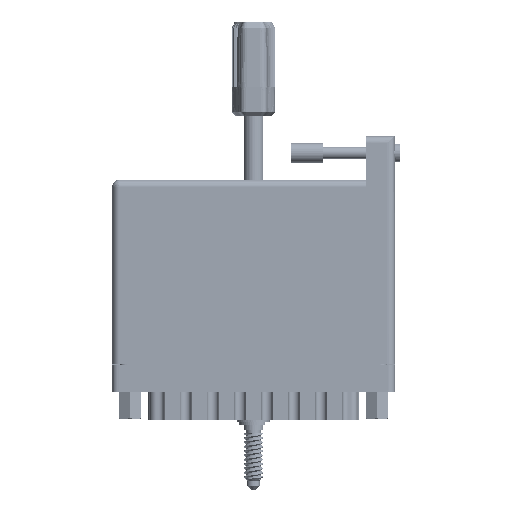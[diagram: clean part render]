
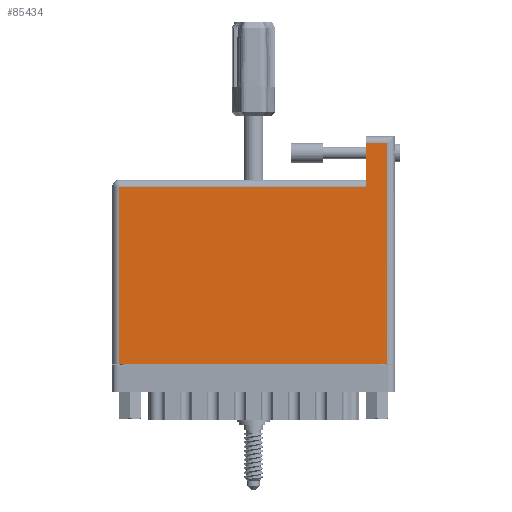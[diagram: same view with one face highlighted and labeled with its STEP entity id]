
A CAD part, front view. The second image highlights one B-rep face of the part: STEP entity #85434.
In plain terms, the highlighted face is planar.
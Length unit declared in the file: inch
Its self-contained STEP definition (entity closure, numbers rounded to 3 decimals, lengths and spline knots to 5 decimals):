
#2135 = DIRECTION ( 'NONE',  ( 0., -1., 0. ) ) ;
#2688 = CARTESIAN_POINT ( 'NONE',  ( 0., 1.705, 0. ) ) ;
#3773 = CARTESIAN_POINT ( 'NONE',  ( 2.648, 0., 0. ) ) ;
#5613 = LINE ( 'NONE', #2688, #60518 ) ;
#9684 = DIRECTION ( 'NONE',  ( -1., 0., 0. ) ) ;
#10916 = VECTOR ( 'NONE', #59861, 39.37008 ) ;
#11011 = ORIENTED_EDGE ( 'NONE', *, *, #40169, .T. ) ;
#12992 = CARTESIAN_POINT ( 'NONE',  ( 0., 0., 0. ) ) ;
#18514 = CARTESIAN_POINT ( 'NONE',  ( 0., 1.775, 0. ) ) ;
#19283 = VECTOR ( 'NONE', #26349, 39.37008 ) ;
#19457 = FACE_OUTER_BOUND ( 'NONE', #50982, .T. ) ;
#21796 = CARTESIAN_POINT ( 'NONE',  ( 0.07, 1.705, 0. ) ) ;
#21987 = LINE ( 'NONE', #12992, #48209 ) ;
#22924 = VERTEX_POINT ( 'NONE', #73015 ) ;
#24476 = LINE ( 'NONE', #85880, #62675 ) ;
#25476 = CARTESIAN_POINT ( 'NONE',  ( 2.438, 1.705, 0. ) ) ;
#26349 = DIRECTION ( 'NONE',  ( 0., -1., 0. ) ) ;
#26732 = ORIENTED_EDGE ( 'NONE', *, *, #94277, .T. ) ;
#31565 = VERTEX_POINT ( 'NONE', #63559 ) ;
#34621 = ORIENTED_EDGE ( 'NONE', *, *, #79898, .T. ) ;
#36837 = ORIENTED_EDGE ( 'NONE', *, *, #39273, .T. ) ;
#37227 = CARTESIAN_POINT ( 'NONE',  ( 0., 2.125, 0. ) ) ;
#39273 = EDGE_CURVE ( 'NONE', #52755, #31565, #24476, .T. ) ;
#40169 = EDGE_CURVE ( 'NONE', #31565, #81209, #21987, .T. ) ;
#40848 = VERTEX_POINT ( 'NONE', #61204 ) ;
#43269 = LINE ( 'NONE', #37227, #10916 ) ;
#43954 = VECTOR ( 'NONE', #94628, 39.37008 ) ;
#46698 = VERTEX_POINT ( 'NONE', #25476 ) ;
#48209 = VECTOR ( 'NONE', #95755, 39.37008 ) ;
#49255 = CARTESIAN_POINT ( 'NONE',  ( 2.648, 2.195, 0. ) ) ;
#50982 = EDGE_LOOP ( 'NONE', ( #34621, #36837, #11011, #26732, #90217, #96219 ) ) ;
#52755 = VERTEX_POINT ( 'NONE', #21796 ) ;
#59861 = DIRECTION ( 'NONE',  ( -1., 0., 0. ) ) ;
#60518 = VECTOR ( 'NONE', #9684, 39.37008 ) ;
#61204 = CARTESIAN_POINT ( 'NONE',  ( 2.648, 2.125, 0. ) ) ;
#62675 = VECTOR ( 'NONE', #2135, 39.37008 ) ;
#63559 = CARTESIAN_POINT ( 'NONE',  ( 0.07, 0., 0. ) ) ;
#64232 = LINE ( 'NONE', #49255, #43954 ) ;
#64914 = AXIS2_PLACEMENT_3D ( 'NONE', #18514, #72893, #65571 ) ;
#65571 = DIRECTION ( 'NONE',  ( -1., 0., 0. ) ) ;
#72893 = DIRECTION ( 'NONE',  ( 0., 0., -1. ) ) ;
#73015 = CARTESIAN_POINT ( 'NONE',  ( 2.438, 2.125, 0. ) ) ;
#79898 = EDGE_CURVE ( 'NONE', #46698, #52755, #5613, .T. ) ;
#80019 = CARTESIAN_POINT ( 'NONE',  ( 2.438, 2.195, 0. ) ) ;
#81209 = VERTEX_POINT ( 'NONE', #3773 ) ;
#83667 = EDGE_CURVE ( 'NONE', #40848, #22924, #43269, .T. ) ;
#84911 = LINE ( 'NONE', #80019, #19283 ) ;
#85434 = ADVANCED_FACE ( 'NONE', ( #19457 ), #87840, .F. ) ;
#85880 = CARTESIAN_POINT ( 'NONE',  ( 0.07, 0., 0. ) ) ;
#87014 = EDGE_CURVE ( 'NONE', #22924, #46698, #84911, .T. ) ;
#87840 = PLANE ( 'NONE',  #64914 ) ;
#90217 = ORIENTED_EDGE ( 'NONE', *, *, #83667, .T. ) ;
#94277 = EDGE_CURVE ( 'NONE', #81209, #40848, #64232, .T. ) ;
#94628 = DIRECTION ( 'NONE',  ( 0., 1., 0. ) ) ;
#95755 = DIRECTION ( 'NONE',  ( 1., 0., 0. ) ) ;
#96219 = ORIENTED_EDGE ( 'NONE', *, *, #87014, .T. ) ;
